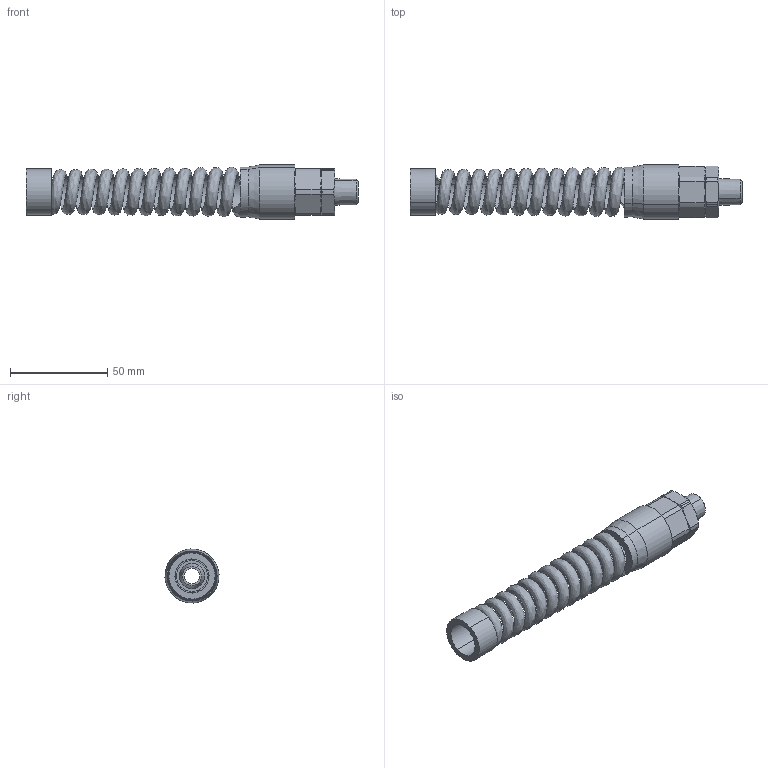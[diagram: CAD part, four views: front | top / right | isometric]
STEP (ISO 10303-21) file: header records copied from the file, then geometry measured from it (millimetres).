
FILE_DESCRIPTION (( 'STEP AP214' ), '1' );
FILE_NAME ('HSR38-14N.step', '2018-07-23T20:38:58', ( '' ), ( '' ), 'SwSTEP 2.0', 'SolidWorks 2017', '' );
FILE_SCHEMA (( 'AUTOMOTIVE_DESIGN' ));
Length unit declared in the file: inch
Products named in the file (1): HSR38-14N
Bounding box: 170.44 x 27.75 x 27.75 mm (x, y, z)
Volume: 36410.6 mm3; surface area: 28432.8 mm2
Topology: 3 solids, 3 shells, 136 faces, 333 edges, 211 vertices
Faces by surface type: cylinder 63, cone 38, plane 34, bspline 1
Entity records: 11842 total; most frequent: CARTESIAN_POINT 6904, ORIENTED_EDGE 666, DIRECTION 624, EDGE_CURVE 333, AXIS2_PLACEMENT_3D 265, VERTEX_POINT 211, EDGE_LOOP 152, LENGTH_MEASURE_WITH_UNIT 141
